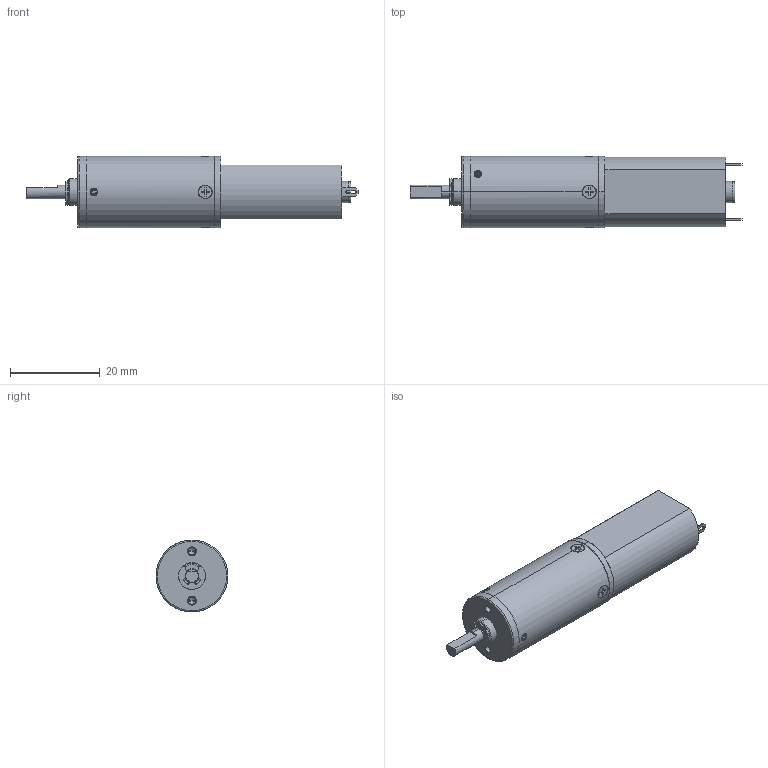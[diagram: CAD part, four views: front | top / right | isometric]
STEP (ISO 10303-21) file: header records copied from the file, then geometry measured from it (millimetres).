
FILE_DESCRIPTION((''),'2;1');
FILE_NAME('DM-16PM050-20240706_ASM','2024-07-12T',('86157'),(''),'PRO/ENGINEER BY PARAMETRIC TECHNOLOGY CORPORATION, 2010280','PRO/ENGINEER BY PARAMETRIC TECHNOLOGY CORPORATION, 2010280','');
FILE_SCHEMA(('CONFIG_CONTROL_DESIGN'));
Length unit declared in the file: millimetre
Products named in the file (20): PRT0003; PRT0004; ASM0003_ASM_ASM; PRT0005; PRT0006; ASM0005_ASM_ASM; ASM0004_ASM_ASM; PRT0013; PRT0014; PRT0015; PRT0016; PRT0017; PRT0018; PRT0019; PRT0020; PRT0022; ASM0006_ASM_ASM; ASM0002_ASM_ASM; ASM0001_ASM_ASM; DM-16PM050-20240706_ASM
Assembly tree (25 placements, depth 6):
  DM-16PM050-20240706_ASM
    ASM0001_ASM_ASM
      ASM0002_ASM_ASM
        ASM0003_ASM_ASM
          PRT0003
          PRT0004
        ASM0004_ASM_ASM
          ASM0005_ASM_ASM
            PRT0005
            PRT0006
        PRT0013
        PRT0014
        PRT0015
        PRT0016  x3
        ASM0006_ASM_ASM
          PRT0017
          PRT0018
          PRT0019
          PRT0020  x2
          PRT0022  x4
Bounding box: 73.9 x 16 x 16 mm (x, y, z)
Volume: 8142.2 mm3; surface area: 8449.3 mm2
Topology: 19 solids, 27 shells, 1213 faces, 3378 edges, 2227 vertices
Faces by surface type: cylinder 473, plane 451, extrusion 120, cone 111, bspline 40, torus 18
Entity records: 40787 total; most frequent: CARTESIAN_POINT 13404, ORIENTED_EDGE 5708, DIRECTION 5693, EDGE_CURVE 2874, AXIS2_PLACEMENT_3D 2156, VERTEX_POINT 1894, VECTOR 1381, LINE 1261
